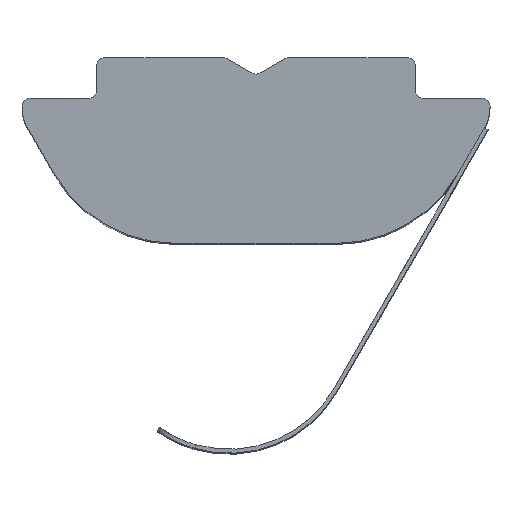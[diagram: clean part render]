
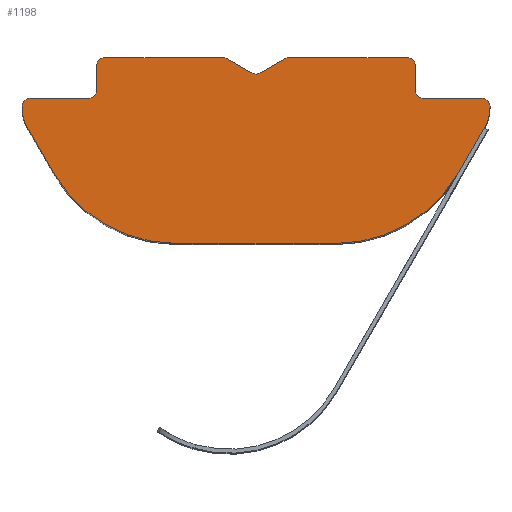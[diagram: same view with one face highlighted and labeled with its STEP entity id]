
A CAD part, top view. The second image highlights one B-rep face of the part: STEP entity #1198.
In plain terms, the highlighted planar face has unit normal (0, 0, 1).
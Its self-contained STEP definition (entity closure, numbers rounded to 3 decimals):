
#45=PLANE('',#1333);
#87=FACE_OUTER_BOUND('',#151,.T.);
#151=EDGE_LOOP('',(#916,#917,#918,#919,#920,#921,#922,#923,#924,#925,#926,
#927,#928,#929,#930,#931,#932,#933,#934,#935,#936,#937,#938,#939,#940,#941));
#189=LINE('',#1800,#297);
#192=LINE('',#1808,#300);
#201=LINE('',#1826,#309);
#204=LINE('',#1835,#312);
#207=LINE('',#1844,#315);
#213=LINE('',#1862,#321);
#234=LINE('',#2052,#342);
#238=LINE('',#2061,#346);
#240=LINE('',#2066,#348);
#246=LINE('',#2077,#354);
#251=LINE('',#2090,#359);
#262=LINE('',#2116,#370);
#266=LINE('',#2125,#374);
#297=VECTOR('',#1419,1000.);
#300=VECTOR('',#1424,1000.);
#309=VECTOR('',#1437,1000.);
#312=VECTOR('',#1444,1000.);
#315=VECTOR('',#1451,1000.);
#321=VECTOR('',#1465,1000.);
#342=VECTOR('',#1532,1000.);
#346=VECTOR('',#1538,1000.);
#348=VECTOR('',#1542,1000.);
#354=VECTOR('',#1550,1000.);
#359=VECTOR('',#1559,1000.);
#370=VECTOR('',#1584,1000.);
#374=VECTOR('',#1594,1000.);
#433=CIRCLE('',#1299,0.2);
#435=CIRCLE('',#1303,0.2);
#437=CIRCLE('',#1307,0.2);
#445=CIRCLE('',#1334,0.2);
#446=CIRCLE('',#1335,0.2);
#447=CIRCLE('',#1336,0.2);
#448=CIRCLE('',#1337,0.2);
#449=CIRCLE('',#1338,1.);
#450=CIRCLE('',#1339,3.5);
#451=CIRCLE('',#1340,3.5);
#452=CIRCLE('',#1341,1.);
#453=CIRCLE('',#1342,0.2);
#454=CIRCLE('',#1343,0.2);
#483=VERTEX_POINT('',#1797);
#484=VERTEX_POINT('',#1799);
#487=VERTEX_POINT('',#1805);
#488=VERTEX_POINT('',#1807);
#492=VERTEX_POINT('',#1819);
#495=VERTEX_POINT('',#1824);
#496=VERTEX_POINT('',#1828);
#499=VERTEX_POINT('',#1833);
#500=VERTEX_POINT('',#1837);
#503=VERTEX_POINT('',#1842);
#508=VERTEX_POINT('',#1855);
#511=VERTEX_POINT('',#1860);
#519=VERTEX_POINT('',#1891);
#529=VERTEX_POINT('',#1966);
#546=VERTEX_POINT('',#2049);
#547=VERTEX_POINT('',#2051);
#550=VERTEX_POINT('',#2058);
#551=VERTEX_POINT('',#2060);
#552=VERTEX_POINT('',#2064);
#553=VERTEX_POINT('',#2065);
#556=VERTEX_POINT('',#2073);
#557=VERTEX_POINT('',#2075);
#562=VERTEX_POINT('',#2088);
#563=VERTEX_POINT('',#2089);
#571=VERTEX_POINT('',#2114);
#572=VERTEX_POINT('',#2121);
#604=EDGE_CURVE('',#484,#483,#189,.T.);
#608=EDGE_CURVE('',#488,#487,#192,.T.);
#617=EDGE_CURVE('',#492,#495,#201,.T.);
#621=EDGE_CURVE('',#496,#499,#204,.T.);
#625=EDGE_CURVE('',#500,#503,#207,.T.);
#633=EDGE_CURVE('',#508,#511,#213,.T.);
#643=EDGE_CURVE('',#519,#484,#433,.T.);
#649=EDGE_CURVE('',#487,#492,#435,.T.);
#656=EDGE_CURVE('',#503,#529,#437,.T.);
#676=EDGE_CURVE('',#547,#546,#234,.T.);
#680=EDGE_CURVE('',#551,#550,#238,.T.);
#682=EDGE_CURVE('',#552,#553,#240,.T.);
#688=EDGE_CURVE('',#556,#557,#246,.T.);
#693=EDGE_CURVE('',#562,#563,#251,.T.);
#707=EDGE_CURVE('',#529,#571,#262,.T.);
#712=EDGE_CURVE('',#572,#519,#266,.T.);
#713=EDGE_CURVE('',#499,#500,#445,.T.);
#714=EDGE_CURVE('',#571,#508,#446,.T.);
#715=EDGE_CURVE('',#511,#572,#447,.T.);
#716=EDGE_CURVE('',#483,#551,#448,.T.);
#717=EDGE_CURVE('',#550,#552,#449,.T.);
#718=EDGE_CURVE('',#553,#556,#450,.T.);
#719=EDGE_CURVE('',#557,#547,#451,.T.);
#720=EDGE_CURVE('',#546,#562,#452,.T.);
#721=EDGE_CURVE('',#563,#488,#453,.T.);
#722=EDGE_CURVE('',#495,#496,#454,.T.);
#916=ORIENTED_EDGE('',*,*,#621,.T.);
#917=ORIENTED_EDGE('',*,*,#713,.T.);
#918=ORIENTED_EDGE('',*,*,#625,.T.);
#919=ORIENTED_EDGE('',*,*,#656,.T.);
#920=ORIENTED_EDGE('',*,*,#707,.T.);
#921=ORIENTED_EDGE('',*,*,#714,.T.);
#922=ORIENTED_EDGE('',*,*,#633,.T.);
#923=ORIENTED_EDGE('',*,*,#715,.T.);
#924=ORIENTED_EDGE('',*,*,#712,.T.);
#925=ORIENTED_EDGE('',*,*,#643,.T.);
#926=ORIENTED_EDGE('',*,*,#604,.T.);
#927=ORIENTED_EDGE('',*,*,#716,.T.);
#928=ORIENTED_EDGE('',*,*,#680,.T.);
#929=ORIENTED_EDGE('',*,*,#717,.T.);
#930=ORIENTED_EDGE('',*,*,#682,.T.);
#931=ORIENTED_EDGE('',*,*,#718,.T.);
#932=ORIENTED_EDGE('',*,*,#688,.T.);
#933=ORIENTED_EDGE('',*,*,#719,.T.);
#934=ORIENTED_EDGE('',*,*,#676,.T.);
#935=ORIENTED_EDGE('',*,*,#720,.T.);
#936=ORIENTED_EDGE('',*,*,#693,.T.);
#937=ORIENTED_EDGE('',*,*,#721,.T.);
#938=ORIENTED_EDGE('',*,*,#608,.T.);
#939=ORIENTED_EDGE('',*,*,#649,.T.);
#940=ORIENTED_EDGE('',*,*,#617,.T.);
#941=ORIENTED_EDGE('',*,*,#722,.T.);
#1198=ADVANCED_FACE('',(#87),#45,.T.);
#1299=AXIS2_PLACEMENT_3D('',#1905,#1480,#1481);
#1303=AXIS2_PLACEMENT_3D('',#1939,#1490,#1491);
#1307=AXIS2_PLACEMENT_3D('',#1968,#1501,#1502);
#1333=AXIS2_PLACEMENT_3D('',#2126,#1595,#1596);
#1334=AXIS2_PLACEMENT_3D('',#2127,#1597,#1598);
#1335=AXIS2_PLACEMENT_3D('',#2128,#1599,#1600);
#1336=AXIS2_PLACEMENT_3D('',#2129,#1601,#1602);
#1337=AXIS2_PLACEMENT_3D('',#2130,#1603,#1604);
#1338=AXIS2_PLACEMENT_3D('',#2131,#1605,#1606);
#1339=AXIS2_PLACEMENT_3D('',#2132,#1607,#1608);
#1340=AXIS2_PLACEMENT_3D('',#2133,#1609,#1610);
#1341=AXIS2_PLACEMENT_3D('',#2134,#1611,#1612);
#1342=AXIS2_PLACEMENT_3D('',#2135,#1613,#1614);
#1343=AXIS2_PLACEMENT_3D('',#2136,#1615,#1616);
#1419=DIRECTION('',(-1.,0.,0.));
#1424=DIRECTION('',(-1.,0.,0.));
#1437=DIRECTION('',(0.,1.,0.));
#1444=DIRECTION('',(-1.,0.,0.));
#1451=DIRECTION('',(-0.866,-0.5,0.));
#1465=DIRECTION('',(-1.,0.,0.));
#1480=DIRECTION('center_axis',(0.,0.,-1.));
#1481=DIRECTION('ref_axis',(1.,0.,0.));
#1490=DIRECTION('center_axis',(0.,0.,-1.));
#1491=DIRECTION('ref_axis',(1.,0.,0.));
#1501=DIRECTION('center_axis',(0.,0.,-1.));
#1502=DIRECTION('ref_axis',(1.,0.,0.));
#1532=DIRECTION('',(0.5,0.866,0.));
#1538=DIRECTION('',(0.,-1.,0.));
#1542=DIRECTION('',(0.5,-0.866,0.));
#1550=DIRECTION('',(1.,0.,0.));
#1559=DIRECTION('',(0.,1.,0.));
#1584=DIRECTION('',(-0.866,0.5,0.));
#1594=DIRECTION('',(0.,-1.,0.));
#1595=DIRECTION('center_axis',(0.,0.,1.));
#1596=DIRECTION('ref_axis',(1.,0.,0.));
#1597=DIRECTION('center_axis',(0.,0.,1.));
#1598=DIRECTION('ref_axis',(1.,0.,0.));
#1599=DIRECTION('center_axis',(0.,0.,1.));
#1600=DIRECTION('ref_axis',(1.,0.,0.));
#1601=DIRECTION('center_axis',(0.,0.,1.));
#1602=DIRECTION('ref_axis',(1.,0.,0.));
#1603=DIRECTION('center_axis',(0.,0.,1.));
#1604=DIRECTION('ref_axis',(1.,0.,0.));
#1605=DIRECTION('center_axis',(0.,0.,1.));
#1606=DIRECTION('ref_axis',(1.,0.,0.));
#1607=DIRECTION('center_axis',(0.,0.,1.));
#1608=DIRECTION('ref_axis',(1.,0.,0.));
#1609=DIRECTION('center_axis',(0.,0.,1.));
#1610=DIRECTION('ref_axis',(1.,0.,0.));
#1611=DIRECTION('center_axis',(0.,0.,1.));
#1612=DIRECTION('ref_axis',(1.,0.,0.));
#1613=DIRECTION('center_axis',(0.,0.,1.));
#1614=DIRECTION('ref_axis',(1.,0.,0.));
#1615=DIRECTION('center_axis',(0.,0.,1.));
#1616=DIRECTION('ref_axis',(1.,0.,0.));
#1797=CARTESIAN_POINT('',(-5.6,-1.,8.));
#1799=CARTESIAN_POINT('',(-4.15,-1.,8.));
#1800=CARTESIAN_POINT('',(-3.95,-1.,8.));
#1805=CARTESIAN_POINT('',(4.15,-1.,8.));
#1807=CARTESIAN_POINT('',(5.6,-1.,8.));
#1808=CARTESIAN_POINT('',(3.95,-1.,8.));
#1819=CARTESIAN_POINT('',(3.95,-0.8,8.));
#1824=CARTESIAN_POINT('',(3.95,-0.2,8.));
#1826=CARTESIAN_POINT('',(3.95,0.,8.));
#1828=CARTESIAN_POINT('',(3.75,0.,8.));
#1833=CARTESIAN_POINT('',(0.804,0.,8.));
#1835=CARTESIAN_POINT('',(3.95,0.,8.));
#1837=CARTESIAN_POINT('',(0.704,-0.027,8.));
#1842=CARTESIAN_POINT('',(0.1,-0.375,8.));
#1844=CARTESIAN_POINT('',(0.75,0.,8.));
#1855=CARTESIAN_POINT('',(-0.804,0.,8.));
#1860=CARTESIAN_POINT('',(-3.75,0.,8.));
#1862=CARTESIAN_POINT('',(-0.75,0.,8.));
#1891=CARTESIAN_POINT('',(-3.95,-0.8,8.));
#1905=CARTESIAN_POINT('Origin',(-4.15,-0.8,8.));
#1939=CARTESIAN_POINT('Origin',(4.15,-0.8,8.));
#1966=CARTESIAN_POINT('',(-0.1,-0.375,8.));
#1968=CARTESIAN_POINT('Origin',(0.,-0.202,
8.));
#2049=CARTESIAN_POINT('',(5.666,-1.732,8.));
#2051=CARTESIAN_POINT('',(5.021,-2.85,8.));
#2052=CARTESIAN_POINT('',(5.8,-1.5,8.));
#2058=CARTESIAN_POINT('',(-5.8,-1.232,8.));
#2060=CARTESIAN_POINT('',(-5.8,-1.2,8.));
#2061=CARTESIAN_POINT('',(-5.8,-1.,8.));
#2064=CARTESIAN_POINT('',(-5.666,-1.732,8.));
#2065=CARTESIAN_POINT('',(-5.021,-2.85,8.));
#2066=CARTESIAN_POINT('',(-5.8,-1.5,8.));
#2073=CARTESIAN_POINT('',(-1.989,-4.6,8.));
#2075=CARTESIAN_POINT('',(1.989,-4.6,8.));
#2077=CARTESIAN_POINT('',(-4.01,-4.6,8.));
#2088=CARTESIAN_POINT('',(5.8,-1.232,8.));
#2089=CARTESIAN_POINT('',(5.8,-1.2,8.));
#2090=CARTESIAN_POINT('',(5.8,-1.,8.));
#2114=CARTESIAN_POINT('',(-0.704,-0.027,8.));
#2116=CARTESIAN_POINT('',(-0.75,0.,8.));
#2121=CARTESIAN_POINT('',(-3.95,-0.2,8.));
#2125=CARTESIAN_POINT('',(-3.95,0.,8.));
#2126=CARTESIAN_POINT('Origin',(-5.8,-1.,8.));
#2127=CARTESIAN_POINT('Origin',(0.804,-0.2,8.));
#2128=CARTESIAN_POINT('Origin',(-0.804,-0.2,8.));
#2129=CARTESIAN_POINT('Origin',(-3.75,-0.2,8.));
#2130=CARTESIAN_POINT('Origin',(-5.6,-1.2,8.));
#2131=CARTESIAN_POINT('Origin',(-4.8,-1.232,8.));
#2132=CARTESIAN_POINT('Origin',(-1.989,-1.1,8.));
#2133=CARTESIAN_POINT('Origin',(1.989,-1.1,8.));
#2134=CARTESIAN_POINT('Origin',(4.8,-1.232,8.));
#2135=CARTESIAN_POINT('Origin',(5.6,-1.2,8.));
#2136=CARTESIAN_POINT('Origin',(3.75,-0.2,8.));
